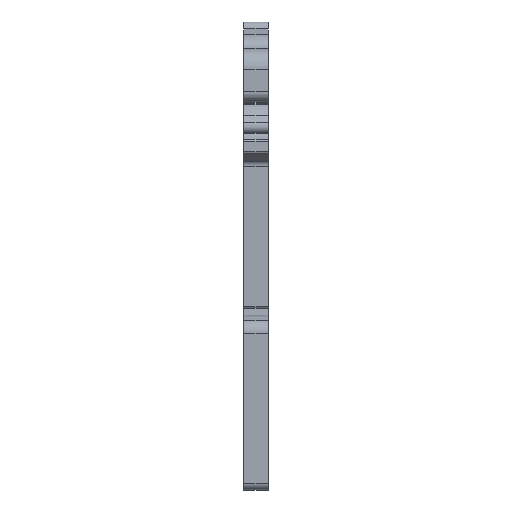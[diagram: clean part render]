
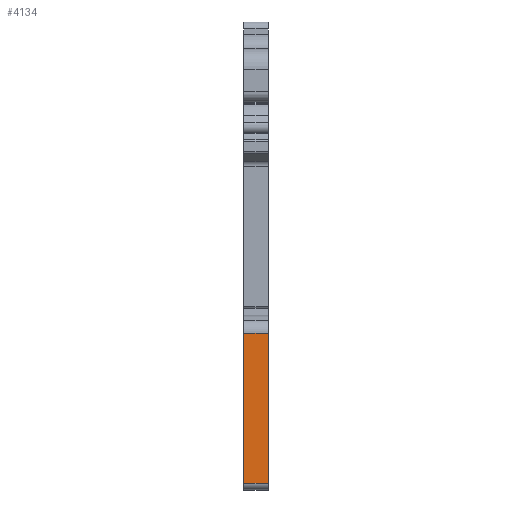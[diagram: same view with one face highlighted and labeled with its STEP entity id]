
A CAD part, front view. The second image highlights one B-rep face of the part: STEP entity #4134.
In plain terms, the highlighted face is planar.
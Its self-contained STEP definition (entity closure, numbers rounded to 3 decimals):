
#622 = LINE ( 'NONE', #9501, #1605 ) ;
#883 = LINE ( 'NONE', #4270, #4498 ) ;
#1605 = VECTOR ( 'NONE', #6120, 1000. ) ;
#2135 = DIRECTION ( 'NONE',  ( 1., 0., 0. ) ) ;
#2550 = EDGE_CURVE ( 'NONE', #7786, #11224, #883, .T. ) ;
#2629 = EDGE_LOOP ( 'NONE', ( #3279, #6002, #3917, #10807 ) ) ;
#2762 = FACE_OUTER_BOUND ( 'NONE', #2629, .T. ) ;
#2807 = EDGE_CURVE ( 'NONE', #3107, #6439, #3122, .T. ) ;
#3107 = VERTEX_POINT ( 'NONE', #9784 ) ;
#3122 = LINE ( 'NONE', #6655, #7787 ) ;
#3279 = ORIENTED_EDGE ( 'NONE', *, *, #3554, .T. ) ;
#3554 = EDGE_CURVE ( 'NONE', #11224, #6439, #8337, .T. ) ;
#3892 = DIRECTION ( 'NONE',  ( 0., -1., 0. ) ) ;
#3917 = ORIENTED_EDGE ( 'NONE', *, *, #4435, .F. ) ;
#4134 = ADVANCED_FACE ( 'NONE', ( #2762 ), #6947, .F. ) ;
#4270 = CARTESIAN_POINT ( 'NONE',  ( 0., -35.787, -7.107 ) ) ;
#4435 = EDGE_CURVE ( 'NONE', #7786, #3107, #622, .T. ) ;
#4498 = VECTOR ( 'NONE', #6946, 1000. ) ;
#6002 = ORIENTED_EDGE ( 'NONE', *, *, #2807, .F. ) ;
#6120 = DIRECTION ( 'NONE',  ( 0., -1., 0. ) ) ;
#6439 = VERTEX_POINT ( 'NONE', #11171 ) ;
#6655 = CARTESIAN_POINT ( 'NONE',  ( 0., -57.33, -7.107 ) ) ;
#6920 = CARTESIAN_POINT ( 'NONE',  ( 0., -35.787, -7.107 ) ) ;
#6946 = DIRECTION ( 'NONE',  ( 1., 0., 0. ) ) ;
#6947 = PLANE ( 'NONE',  #10181 ) ;
#7786 = VERTEX_POINT ( 'NONE', #6920 ) ;
#7787 = VECTOR ( 'NONE', #2135, 1000. ) ;
#8337 = LINE ( 'NONE', #10116, #8856 ) ;
#8856 = VECTOR ( 'NONE', #3892, 1000. ) ;
#8987 = CARTESIAN_POINT ( 'NONE',  ( 3.5, -35.787, -7.107 ) ) ;
#9501 = CARTESIAN_POINT ( 'NONE',  ( 0., -35.787, -7.107 ) ) ;
#9641 = CARTESIAN_POINT ( 'NONE',  ( 0., -35.787, -7.107 ) ) ;
#9689 = DIRECTION ( 'NONE',  ( 0., 1., 0. ) ) ;
#9784 = CARTESIAN_POINT ( 'NONE',  ( 0., -57.33, -7.107 ) ) ;
#10116 = CARTESIAN_POINT ( 'NONE',  ( 3.5, -35.787, -7.107 ) ) ;
#10181 = AXIS2_PLACEMENT_3D ( 'NONE', #9641, #10395, #9689 ) ;
#10395 = DIRECTION ( 'NONE',  ( 0., 0., 1. ) ) ;
#10807 = ORIENTED_EDGE ( 'NONE', *, *, #2550, .T. ) ;
#11171 = CARTESIAN_POINT ( 'NONE',  ( 3.5, -57.33, -7.107 ) ) ;
#11224 = VERTEX_POINT ( 'NONE', #8987 ) ;
